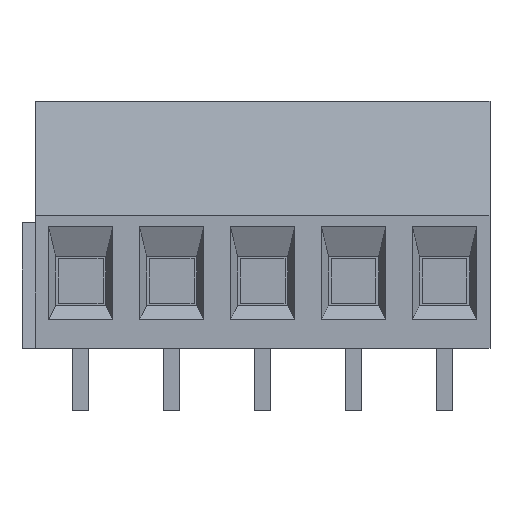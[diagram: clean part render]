
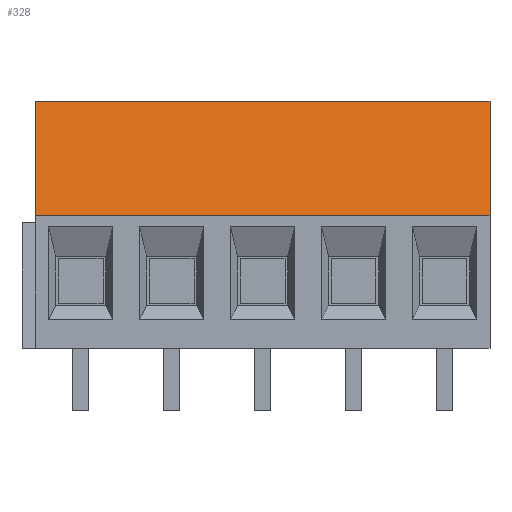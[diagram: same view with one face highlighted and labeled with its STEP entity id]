
A CAD part, front view. The second image highlights one B-rep face of the part: STEP entity #328.
In plain terms, the highlighted planar face has unit normal (0, -0.974, 0.228).
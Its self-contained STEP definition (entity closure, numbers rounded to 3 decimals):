
#21 = EDGE_CURVE('',#22,#24,#26,.T.);
#22 = VERTEX_POINT('',#23);
#23 = CARTESIAN_POINT('',(-2.54,-2.6,13.8));
#24 = VERTEX_POINT('',#25);
#25 = CARTESIAN_POINT('',(-2.54,-4.1,7.4));
#26 = SURFACE_CURVE('',#27,(#31,#43),.PCURVE_S1.);
#27 = LINE('',#28,#29);
#28 = CARTESIAN_POINT('',(-2.54,-2.6,13.8));
#29 = VECTOR('',#30,1.);
#30 = DIRECTION('',(0.,-0.228,-0.974));
#31 = PCURVE('',#32,#37);
#32 = PLANE('',#33);
#33 = AXIS2_PLACEMENT_3D('',#34,#35,#36);
#34 = CARTESIAN_POINT('',(-2.54,0.3,6.9));
#35 = DIRECTION('',(1.,0.,0.));
#36 = DIRECTION('',(0.,0.,1.));
#37 = DEFINITIONAL_REPRESENTATION('',(#38),#42);
#38 = LINE('',#39,#40);
#39 = CARTESIAN_POINT('',(6.9,2.9));
#40 = VECTOR('',#41,1.);
#41 = DIRECTION('',(-0.974,0.228));
#42 = ( GEOMETRIC_REPRESENTATION_CONTEXT(2)
PARAMETRIC_REPRESENTATION_CONTEXT() REPRESENTATION_CONTEXT('2D SPACE',''
) );
#43 = PCURVE('',#44,#49);
#44 = PLANE('',#45);
#45 = AXIS2_PLACEMENT_3D('',#46,#47,#48);
#46 = CARTESIAN_POINT('',(-2.54,-2.6,13.8));
#47 = DIRECTION('',(0.,0.974,-0.228));
#48 = DIRECTION('',(0.,-0.228,-0.974));
#49 = DEFINITIONAL_REPRESENTATION('',(#50),#54);
#50 = LINE('',#51,#52);
#51 = CARTESIAN_POINT('',(0.,0.));
#52 = VECTOR('',#53,1.);
#53 = DIRECTION('',(1.,0.));
#54 = ( GEOMETRIC_REPRESENTATION_CONTEXT(2)
PARAMETRIC_REPRESENTATION_CONTEXT() REPRESENTATION_CONTEXT('2D SPACE',''
) );
#72 = PLANE('',#73);
#73 = AXIS2_PLACEMENT_3D('',#74,#75,#76);
#74 = CARTESIAN_POINT('',(-2.54,-4.1,7.4));
#75 = DIRECTION('',(0.,0.,-1.));
#76 = DIRECTION('',(0.,-1.,0.));
#317 = PLANE('',#318);
#318 = AXIS2_PLACEMENT_3D('',#319,#320,#321);
#319 = CARTESIAN_POINT('',(-2.54,5.2,13.8));
#320 = DIRECTION('',(0.,0.,-1.));
#321 = DIRECTION('',(0.,-1.,0.));
#328 = ADVANCED_FACE('',(#329),#44,.F.);
#329 = FACE_BOUND('',#330,.F.);
#330 = EDGE_LOOP('',(#331,#354,#382,#403));
#331 = ORIENTED_EDGE('',*,*,#332,.T.);
#332 = EDGE_CURVE('',#22,#333,#335,.T.);
#333 = VERTEX_POINT('',#334);
#334 = CARTESIAN_POINT('',(22.86,-2.6,13.8));
#335 = SURFACE_CURVE('',#336,(#340,#347),.PCURVE_S1.);
#336 = LINE('',#337,#338);
#337 = CARTESIAN_POINT('',(-2.54,-2.6,13.8));
#338 = VECTOR('',#339,1.);
#339 = DIRECTION('',(1.,0.,0.));
#340 = PCURVE('',#44,#341);
#341 = DEFINITIONAL_REPRESENTATION('',(#342),#346);
#342 = LINE('',#343,#344);
#343 = CARTESIAN_POINT('',(0.,0.));
#344 = VECTOR('',#345,1.);
#345 = DIRECTION('',(0.,-1.));
#346 = ( GEOMETRIC_REPRESENTATION_CONTEXT(2)
PARAMETRIC_REPRESENTATION_CONTEXT() REPRESENTATION_CONTEXT('2D SPACE',''
) );
#347 = PCURVE('',#317,#348);
#348 = DEFINITIONAL_REPRESENTATION('',(#349),#353);
#349 = LINE('',#350,#351);
#350 = CARTESIAN_POINT('',(7.8,0.));
#351 = VECTOR('',#352,1.);
#352 = DIRECTION('',(0.,-1.));
#353 = ( GEOMETRIC_REPRESENTATION_CONTEXT(2)
PARAMETRIC_REPRESENTATION_CONTEXT() REPRESENTATION_CONTEXT('2D SPACE',''
) );
#354 = ORIENTED_EDGE('',*,*,#355,.T.);
#355 = EDGE_CURVE('',#333,#356,#358,.T.);
#356 = VERTEX_POINT('',#357);
#357 = CARTESIAN_POINT('',(22.86,-4.1,7.4));
#358 = SURFACE_CURVE('',#359,(#363,#370),.PCURVE_S1.);
#359 = LINE('',#360,#361);
#360 = CARTESIAN_POINT('',(22.86,-2.6,13.8));
#361 = VECTOR('',#362,1.);
#362 = DIRECTION('',(0.,-0.228,-0.974));
#363 = PCURVE('',#44,#364);
#364 = DEFINITIONAL_REPRESENTATION('',(#365),#369);
#365 = LINE('',#366,#367);
#366 = CARTESIAN_POINT('',(0.,-25.4));
#367 = VECTOR('',#368,1.);
#368 = DIRECTION('',(1.,0.));
#369 = ( GEOMETRIC_REPRESENTATION_CONTEXT(2)
PARAMETRIC_REPRESENTATION_CONTEXT() REPRESENTATION_CONTEXT('2D SPACE',''
) );
#370 = PCURVE('',#371,#376);
#371 = PLANE('',#372);
#372 = AXIS2_PLACEMENT_3D('',#373,#374,#375);
#373 = CARTESIAN_POINT('',(22.86,0.3,6.9));
#374 = DIRECTION('',(1.,0.,0.));
#375 = DIRECTION('',(0.,0.,1.));
#376 = DEFINITIONAL_REPRESENTATION('',(#377),#381);
#377 = LINE('',#378,#379);
#378 = CARTESIAN_POINT('',(6.9,2.9));
#379 = VECTOR('',#380,1.);
#380 = DIRECTION('',(-0.974,0.228));
#381 = ( GEOMETRIC_REPRESENTATION_CONTEXT(2)
PARAMETRIC_REPRESENTATION_CONTEXT() REPRESENTATION_CONTEXT('2D SPACE',''
) );
#382 = ORIENTED_EDGE('',*,*,#383,.F.);
#383 = EDGE_CURVE('',#24,#356,#384,.T.);
#384 = SURFACE_CURVE('',#385,(#389,#396),.PCURVE_S1.);
#385 = LINE('',#386,#387);
#386 = CARTESIAN_POINT('',(-2.54,-4.1,7.4));
#387 = VECTOR('',#388,1.);
#388 = DIRECTION('',(1.,0.,0.));
#389 = PCURVE('',#44,#390);
#390 = DEFINITIONAL_REPRESENTATION('',(#391),#395);
#391 = LINE('',#392,#393);
#392 = CARTESIAN_POINT('',(6.573,0.));
#393 = VECTOR('',#394,1.);
#394 = DIRECTION('',(0.,-1.));
#395 = ( GEOMETRIC_REPRESENTATION_CONTEXT(2)
PARAMETRIC_REPRESENTATION_CONTEXT() REPRESENTATION_CONTEXT('2D SPACE',''
) );
#396 = PCURVE('',#72,#397);
#397 = DEFINITIONAL_REPRESENTATION('',(#398),#402);
#398 = LINE('',#399,#400);
#399 = CARTESIAN_POINT('',(0.,-0.));
#400 = VECTOR('',#401,1.);
#401 = DIRECTION('',(0.,-1.));
#402 = ( GEOMETRIC_REPRESENTATION_CONTEXT(2)
PARAMETRIC_REPRESENTATION_CONTEXT() REPRESENTATION_CONTEXT('2D SPACE',''
) );
#403 = ORIENTED_EDGE('',*,*,#21,.F.);
